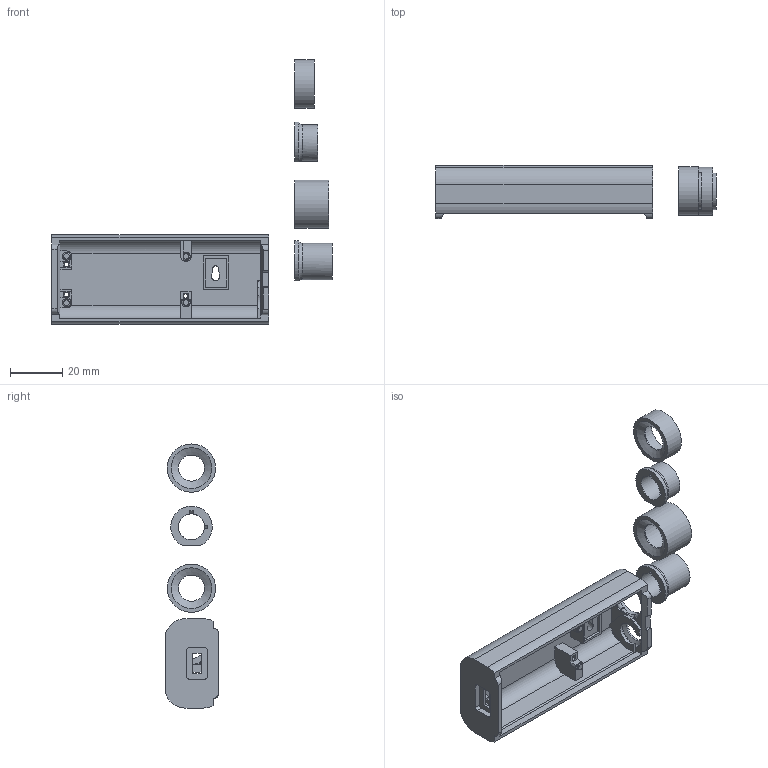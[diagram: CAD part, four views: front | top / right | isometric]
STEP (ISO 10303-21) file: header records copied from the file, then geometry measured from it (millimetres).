
FILE_DESCRIPTION(/* description */ (''),/* implementation_level */ '2;1');
FILE_NAME(/* name */ 'Main Housing (ALT. temp sensor mounting) v50.step',/* time_stamp */ '2019-09-29T21:22:26+02:00',/* author */ (''),/* organization */ (''),/* preprocessor_version */ 'ST-DEVELOPER v18',/* originating_system */ 'Autodesk Translation Framework v8.6.0.1094',/* authorisation */ '');
FILE_SCHEMA (('AUTOMOTIVE_DESIGN { 1 0 10303 214 3 1 1 }'));
Length unit declared in the file: millimetre
Products named in the file (1): Main Housing (ALT. temp sensor mounting)
Bounding box: 107.4 x 20.4 x 101.15 mm (x, y, z)
Volume: 17730 mm3; surface area: 19105.9 mm2
Topology: 5 solids, 5 shells, 1038 faces, 2968 edges, 1960 vertices
Faces by surface type: bspline 702, plane 268, cylinder 49, cone 12, torus 7
Full cylindrical faces by diameter (mm): 2.2 x4, 9 x1, 10 x4, 12 x1, 14 x2, 14.4 x3, 18.5 x2
Entity records: 40115 total; most frequent: CARTESIAN_POINT 17952, ORIENTED_EDGE 5916, EDGE_CURVE 2958, DIRECTION 2392, VERTEX_POINT 1960, LINE 1348, VECTOR 1348, B_SPLINE_CURVE_WITH_KNOTS 1291
